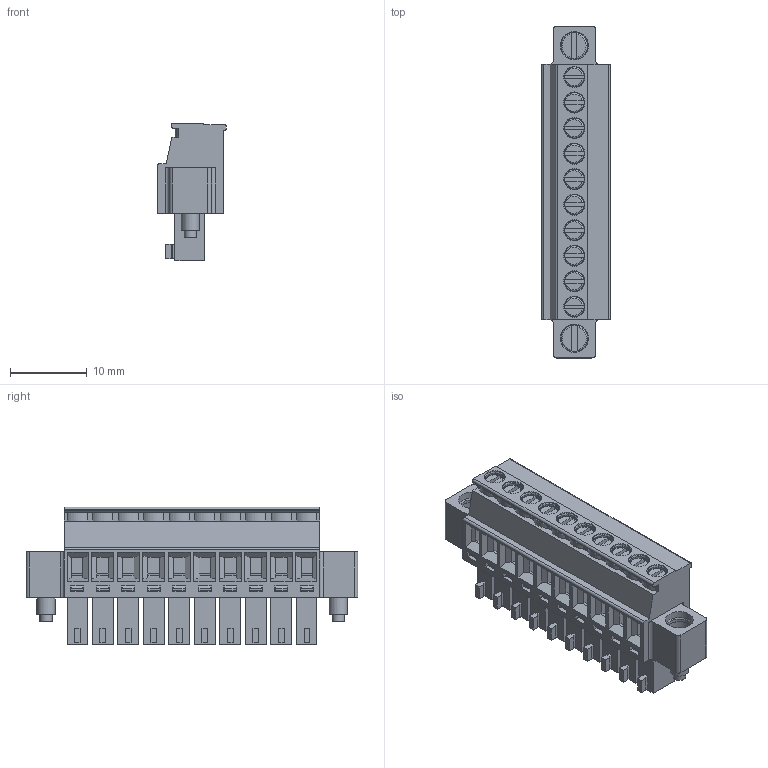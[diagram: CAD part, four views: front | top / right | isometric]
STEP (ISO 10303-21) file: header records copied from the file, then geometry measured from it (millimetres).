
FILE_DESCRIPTION( ('This file contains a STEP AP42 implementation' ,'as created by ZW3D STEP Interface translator.') ,'2;1' );
FILE_NAME( 'PF350-B10ASMW1.stp' ,'231123.1510 7', (''), ('ZWCAD Software Co.'), 'Version 1.0', 'ZW3D to STEP translator', '' );
FILE_SCHEMA(('AUTOMOTIVE_DESIGN { 1 0 10303 214 1 1 1 1 }'));
Length unit declared in the file: millimetre
Products named in the file (2): 0; PF350-B10ASMW1
Bounding box: 8.96 x 43.16 x 17.9 mm (x, y, z)
Volume: 2515.4 mm3; surface area: 7655.3 mm2
Topology: 3 solids, 3 shells, 2214 faces, 6180 edges, 3971 vertices
Faces by surface type: plane 1767, bspline 215, cylinder 145, cone 87
Full cylindrical faces by diameter (mm): 0.533 x1, 1.138 x1, 1.328 x10, 1.423 x10, 1.518 x10, 1.613 x2, 1.897 x10, 2.087 x10, 2.372 x2, 2.751 x20, 3.512 x2
Entity records: 75851 total; most frequent: CARTESIAN_POINT 17664, ORIENTED_EDGE 12400, DIRECTION 10499, EDGE_CURVE 6180, VECTOR 4957, LINE 4957, VERTEX_POINT 3971, AXIS2_PLACEMENT_3D 2771
